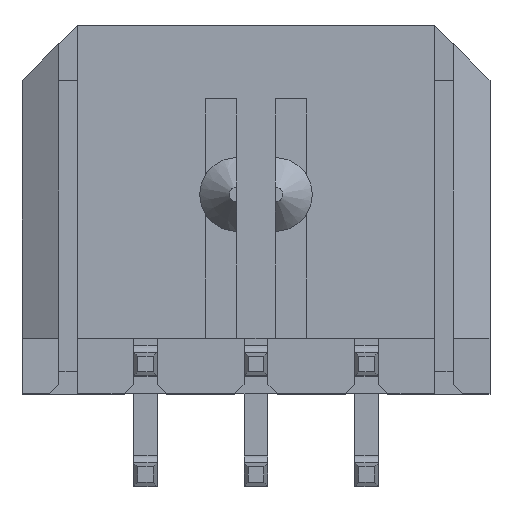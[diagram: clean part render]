
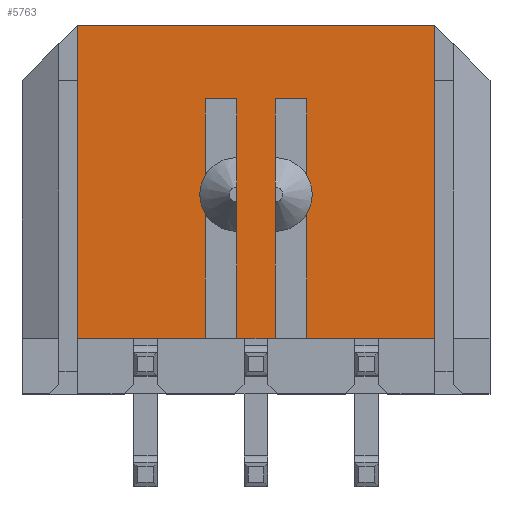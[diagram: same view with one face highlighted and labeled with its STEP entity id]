
A CAD part, top view. The second image highlights one B-rep face of the part: STEP entity #5763.
In plain terms, the highlighted planar face has unit normal (0, 0, 1).
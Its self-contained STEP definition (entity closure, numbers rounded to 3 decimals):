
#826=CARTESIAN_POINT('',(0.525,5.4,3.4));
#827=DIRECTION('',(0.,0.,1.));
#828=DIRECTION('',(0.944,-0.329,0.));
#829=AXIS2_PLACEMENT_3D('',#826,#827,#828);
#831=DIRECTION('',(0.,1.,0.));
#832=VECTOR('',#831,2.304);
#833=CARTESIAN_POINT('',(1.375,5.696,3.4));
#834=LINE('',#833,#832);
#835=DIRECTION('',(-1.,0.,0.));
#836=VECTOR('',#835,0.85);
#837=CARTESIAN_POINT('',(1.375,8.,3.4));
#838=LINE('',#837,#836);
#839=DIRECTION('',(0.,-1.,0.));
#840=VECTOR('',#839,6.5);
#841=CARTESIAN_POINT('',(0.525,8.,3.4));
#842=LINE('',#841,#840);
#843=DIRECTION('',(1.,0.,0.));
#844=VECTOR('',#843,1.05);
#845=CARTESIAN_POINT('',(-0.525,1.5,3.4));
#846=LINE('',#845,#844);
#847=DIRECTION('',(0.,1.,0.));
#848=VECTOR('',#847,6.5);
#849=CARTESIAN_POINT('',(-0.525,1.5,3.4));
#850=LINE('',#849,#848);
#851=DIRECTION('',(-1.,0.,0.));
#852=VECTOR('',#851,0.85);
#853=CARTESIAN_POINT('',(-0.525,8.,3.4));
#854=LINE('',#853,#852);
#855=DIRECTION('',(0.,-1.,0.));
#856=VECTOR('',#855,2.304);
#857=CARTESIAN_POINT('',(-1.375,8.,3.4));
#858=LINE('',#857,#856);
#859=CARTESIAN_POINT('',(-0.525,5.4,3.4));
#860=DIRECTION('',(0.,0.,1.));
#861=DIRECTION('',(-0.944,0.329,0.));
#862=AXIS2_PLACEMENT_3D('',#859,#860,#861);
#864=DIRECTION('',(0.,-1.,0.));
#865=VECTOR('',#864,3.604);
#866=CARTESIAN_POINT('',(-1.375,5.104,3.4));
#867=LINE('',#866,#865);
#868=DIRECTION('',(1.,0.,0.));
#869=VECTOR('',#868,3.475);
#870=CARTESIAN_POINT('',(-4.85,1.5,3.4));
#871=LINE('',#870,#869);
#872=DIRECTION('',(0.,1.,0.));
#873=VECTOR('',#872,8.5);
#874=CARTESIAN_POINT('',(-4.85,1.5,3.4));
#875=LINE('',#874,#873);
#876=DIRECTION('',(-1.,0.,0.));
#877=VECTOR('',#876,9.7);
#878=CARTESIAN_POINT('',(4.85,10.,3.4));
#879=LINE('',#878,#877);
#880=DIRECTION('',(0.,1.,0.));
#881=VECTOR('',#880,8.5);
#882=CARTESIAN_POINT('',(4.85,1.5,3.4));
#883=LINE('',#882,#881);
#884=DIRECTION('',(1.,0.,0.));
#885=VECTOR('',#884,3.475);
#886=CARTESIAN_POINT('',(1.375,1.5,3.4));
#887=LINE('',#886,#885);
#888=DIRECTION('',(0.,1.,0.));
#889=VECTOR('',#888,3.604);
#890=CARTESIAN_POINT('',(1.375,1.5,3.4));
#891=LINE('',#890,#889);
#3546=CARTESIAN_POINT('',(4.85,10.,3.4));
#3547=VERTEX_POINT('',#3546);
#3564=CARTESIAN_POINT('',(4.85,1.5,3.4));
#3565=VERTEX_POINT('',#3564);
#3570=CARTESIAN_POINT('',(-4.85,1.5,3.4));
#3571=VERTEX_POINT('',#3570);
#3572=CARTESIAN_POINT('',(-4.85,10.,3.4));
#3573=VERTEX_POINT('',#3572);
#3786=CARTESIAN_POINT('',(-0.525,1.5,3.4));
#3787=CARTESIAN_POINT('',(-0.525,8.,3.4));
#3788=VERTEX_POINT('',#3786);
#3789=VERTEX_POINT('',#3787);
#3790=CARTESIAN_POINT('',(-1.375,8.,3.4));
#3791=VERTEX_POINT('',#3790);
#3792=CARTESIAN_POINT('',(1.375,8.,3.4));
#3793=CARTESIAN_POINT('',(0.525,8.,3.4));
#3794=VERTEX_POINT('',#3792);
#3795=VERTEX_POINT('',#3793);
#3796=CARTESIAN_POINT('',(0.525,1.5,3.4));
#3797=VERTEX_POINT('',#3796);
#3798=CARTESIAN_POINT('',(-1.375,1.5,3.4));
#3799=VERTEX_POINT('',#3798);
#3800=CARTESIAN_POINT('',(1.375,1.5,3.4));
#3801=VERTEX_POINT('',#3800);
#4330=CARTESIAN_POINT('',(1.375,5.104,3.4));
#4331=CARTESIAN_POINT('',(1.375,5.696,3.4));
#4332=VERTEX_POINT('',#4330);
#4333=VERTEX_POINT('',#4331);
#4334=CARTESIAN_POINT('',(-1.375,5.696,3.4));
#4335=CARTESIAN_POINT('',(-1.375,5.104,3.4));
#4336=VERTEX_POINT('',#4334);
#4337=VERTEX_POINT('',#4335);
#5727=CARTESIAN_POINT('',(0.,0.,3.4));
#5728=DIRECTION('',(0.,0.,1.));
#5729=DIRECTION('',(1.,0.,0.));
#5730=AXIS2_PLACEMENT_3D('',#5727,#5728,#5729);
#5731=PLANE('',#5730);
#5733=ORIENTED_EDGE('',*,*,#5732,.T.);
#5735=ORIENTED_EDGE('',*,*,#5734,.T.);
#5737=ORIENTED_EDGE('',*,*,#5736,.T.);
#5739=ORIENTED_EDGE('',*,*,#5738,.T.);
#5740=ORIENTED_EDGE('',*,*,#5655,.F.);
#5742=ORIENTED_EDGE('',*,*,#5741,.T.);
#5744=ORIENTED_EDGE('',*,*,#5743,.T.);
#5746=ORIENTED_EDGE('',*,*,#5745,.T.);
#5748=ORIENTED_EDGE('',*,*,#5747,.T.);
#5750=ORIENTED_EDGE('',*,*,#5749,.T.);
#5751=ORIENTED_EDGE('',*,*,#5686,.F.);
#5753=ORIENTED_EDGE('',*,*,#5752,.T.);
#5755=ORIENTED_EDGE('',*,*,#5754,.F.);
#5757=ORIENTED_EDGE('',*,*,#5756,.F.);
#5758=ORIENTED_EDGE('',*,*,#5663,.F.);
#5760=ORIENTED_EDGE('',*,*,#5759,.T.);
#5761=EDGE_LOOP('',(#5733,#5735,#5737,#5739,#5740,#5742,#5744,#5746,#5748,#5750,
#5751,#5753,#5755,#5757,#5758,#5760));
#5762=FACE_OUTER_BOUND('',#5761,.F.);
#830=CIRCLE('',#829,0.9);
#863=CIRCLE('',#862,0.9);
#5655=EDGE_CURVE('',#3788,#3797,#846,.T.);
#5663=EDGE_CURVE('',#3801,#3565,#887,.T.);
#5686=EDGE_CURVE('',#3571,#3799,#871,.T.);
#5732=EDGE_CURVE('',#4332,#4333,#830,.T.);
#5734=EDGE_CURVE('',#4333,#3794,#834,.T.);
#5736=EDGE_CURVE('',#3794,#3795,#838,.T.);
#5738=EDGE_CURVE('',#3795,#3797,#842,.T.);
#5741=EDGE_CURVE('',#3788,#3789,#850,.T.);
#5743=EDGE_CURVE('',#3789,#3791,#854,.T.);
#5745=EDGE_CURVE('',#3791,#4336,#858,.T.);
#5747=EDGE_CURVE('',#4336,#4337,#863,.T.);
#5749=EDGE_CURVE('',#4337,#3799,#867,.T.);
#5752=EDGE_CURVE('',#3571,#3573,#875,.T.);
#5754=EDGE_CURVE('',#3547,#3573,#879,.T.);
#5756=EDGE_CURVE('',#3565,#3547,#883,.T.);
#5759=EDGE_CURVE('',#3801,#4332,#891,.T.);
#5763=ADVANCED_FACE('',(#5762),#5731,.T.);
